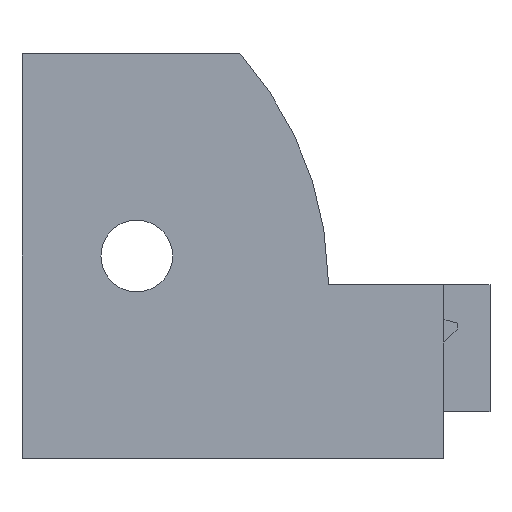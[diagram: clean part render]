
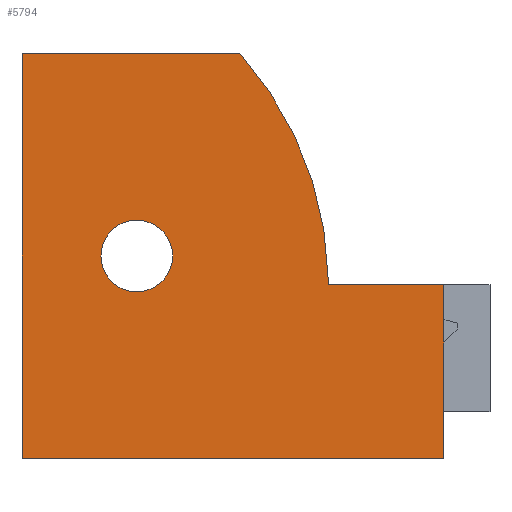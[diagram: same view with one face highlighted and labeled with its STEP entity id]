
A CAD part, left-side view. The second image highlights one B-rep face of the part: STEP entity #5794.
In plain terms, the highlighted face is planar.
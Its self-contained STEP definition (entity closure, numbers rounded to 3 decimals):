
#2809=DIRECTION('',(0.,-1.,0.));
#2810=VECTOR('',#2809,10.001);
#2811=CARTESIAN_POINT('',(52.5,0.,0.));
#2812=LINE('',#2811,#2810);
#2816=DIRECTION('',(0.,-0.006,1.));
#2817=VECTOR('',#2816,0.524);
#2818=CARTESIAN_POINT('',(52.5,-10.001,0.));
#2819=LINE('',#2818,#2817);
#2823=DIRECTION('',(0.,0.,1.));
#2824=VECTOR('',#2823,35.);
#2825=CARTESIAN_POINT('',(52.5,-36.5,-15.));
#2826=LINE('',#2825,#2824);
#2830=CARTESIAN_POINT('',(52.5,-40.,0.));
#2831=DIRECTION('',(-1.,0.,0.));
#2832=DIRECTION('',(0.,0.745,0.667));
#2833=AXIS2_PLACEMENT_3D('',#2830,#2831,#2832);
#2838=DIRECTION('',(0.,-1.,0.));
#2839=VECTOR('',#2838,36.5);
#2840=CARTESIAN_POINT('',(52.5,0.,-15.));
#2841=LINE('',#2840,#2839);
#2845=CARTESIAN_POINT('',(52.5,-26.57,2.5));
#2846=DIRECTION('',(1.,0.,0.));
#2847=DIRECTION('',(0.,1.,0.));
#2848=AXIS2_PLACEMENT_3D('',#2845,#2846,#2847);
#2853=CARTESIAN_POINT('',(52.5,-26.57,2.5));
#2854=DIRECTION('',(1.,0.,0.));
#2855=DIRECTION('',(0.,-1.,0.));
#2856=AXIS2_PLACEMENT_3D('',#2853,#2854,#2855);
#2912=DIRECTION('',(0.,-1.,0.));
#2913=VECTOR('',#2912,18.861);
#2914=CARTESIAN_POINT('',(52.5,-17.639,20.));
#2915=LINE('',#2914,#2913);
#3769=DIRECTION('',(0.,0.,1.));
#3770=VECTOR('',#3769,15.);
#3771=CARTESIAN_POINT('',(52.5,0.,-15.));
#3772=LINE('',#3771,#3770);
#5216=CARTESIAN_POINT('',(52.5,-10.001,0.));
#5218=VERTEX_POINT('',#5216);
#5236=CARTESIAN_POINT('',(52.5,0.,0.));
#5237=VERTEX_POINT('',#5236);
#5238=CARTESIAN_POINT('',(52.5,-10.004,0.524));
#5239=VERTEX_POINT('',#5238);
#5242=CARTESIAN_POINT('',(52.5,-36.5,-15.));
#5243=CARTESIAN_POINT('',(52.5,-36.5,20.));
#5244=VERTEX_POINT('',#5242);
#5245=VERTEX_POINT('',#5243);
#5246=CARTESIAN_POINT('',(52.5,-17.639,20.));
#5247=VERTEX_POINT('',#5246);
#5248=CARTESIAN_POINT('',(52.5,0.,-15.));
#5249=VERTEX_POINT('',#5248);
#5250=CARTESIAN_POINT('',(52.5,-23.47,2.5));
#5251=CARTESIAN_POINT('',(52.5,-29.67,2.5));
#5252=VERTEX_POINT('',#5250);
#5253=VERTEX_POINT('',#5251);
#5769=CARTESIAN_POINT('',(52.5,0.,0.));
#5770=DIRECTION('',(1.,0.,0.));
#5771=DIRECTION('',(0.,1.,0.));
#5772=AXIS2_PLACEMENT_3D('',#5769,#5770,#5771);
#5773=PLANE('',#5772);
#5775=ORIENTED_EDGE('',*,*,#5774,.T.);
#5777=ORIENTED_EDGE('',*,*,#5776,.F.);
#5779=ORIENTED_EDGE('',*,*,#5778,.T.);
#5780=ORIENTED_EDGE('',*,*,#5752,.F.);
#5781=ORIENTED_EDGE('',*,*,#5735,.F.);
#5783=ORIENTED_EDGE('',*,*,#5782,.F.);
#5785=ORIENTED_EDGE('',*,*,#5784,.T.);
#5786=EDGE_LOOP('',(#5775,#5777,#5779,#5780,#5781,#5783,#5785));
#5787=FACE_OUTER_BOUND('',#5786,.F.);
#5789=ORIENTED_EDGE('',*,*,#5788,.T.);
#5791=ORIENTED_EDGE('',*,*,#5790,.T.);
#5792=EDGE_LOOP('',(#5789,#5791));
#5793=FACE_BOUND('',#5792,.F.);
#2834=CIRCLE('',#2833,30.);
#2849=CIRCLE('',#2848,3.1);
#2857=CIRCLE('',#2856,3.1);
#5735=EDGE_CURVE('',#5237,#5218,#2812,.T.);
#5752=EDGE_CURVE('',#5218,#5239,#2819,.T.);
#5774=EDGE_CURVE('',#5244,#5245,#2826,.T.);
#5776=EDGE_CURVE('',#5247,#5245,#2915,.T.);
#5778=EDGE_CURVE('',#5247,#5239,#2834,.T.);
#5782=EDGE_CURVE('',#5249,#5237,#3772,.T.);
#5784=EDGE_CURVE('',#5249,#5244,#2841,.T.);
#5788=EDGE_CURVE('',#5252,#5253,#2849,.T.);
#5790=EDGE_CURVE('',#5253,#5252,#2857,.T.);
#5794=ADVANCED_FACE('',(#5787,#5793),#5773,.T.);
